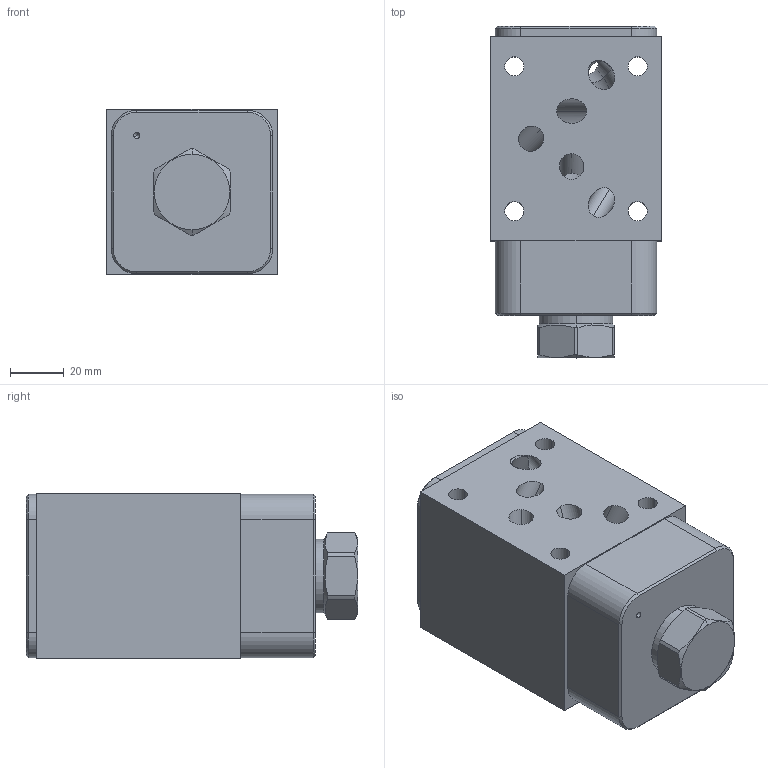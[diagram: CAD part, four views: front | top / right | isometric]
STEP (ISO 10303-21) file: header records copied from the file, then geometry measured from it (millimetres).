
FILE_DESCRIPTION((''),'2;1');
FILE_NAME('BB4_ASM','2023-07-27T',('ProEService'),(''),'PRO/ENGINEER BY PARAMETRIC TECHNOLOGY CORPORATION, 2014200','PRO/ENGINEER BY PARAMETRIC TECHNOLOGY CORPORATION, 2014200','');
FILE_SCHEMA(('CONFIG_CONTROL_DESIGN'));
Length unit declared in the file: inch
Products named in the file (5): 150-378; CXEDXAN; 500-001-014; 700-001; BB4_ASM
Assembly tree (8 placements, depth 2):
  BB4_ASM
    150-378
    CXEDXAN
    500-001-014  x5
    700-001
Bounding box: 63.5 x 123.83 x 61.93 mm (x, y, z)
Volume: 356644.7 mm3; surface area: 65685.4 mm2
Topology: 4 solids, 5 shells, 312 faces, 1225 edges, 1094 vertices
Faces by surface type: cylinder 150, plane 67, cone 52, torus 29, sphere 8, revolution 6
Entity records: 15742 total; most frequent: CARTESIAN_POINT 5857, DIRECTION 2025, ORIENTED_EDGE 1544, EDGE_CURVE 772, VECTOR 717, LINE 717, AXIS2_PLACEMENT_3D 651, VERTEX_POINT 486
